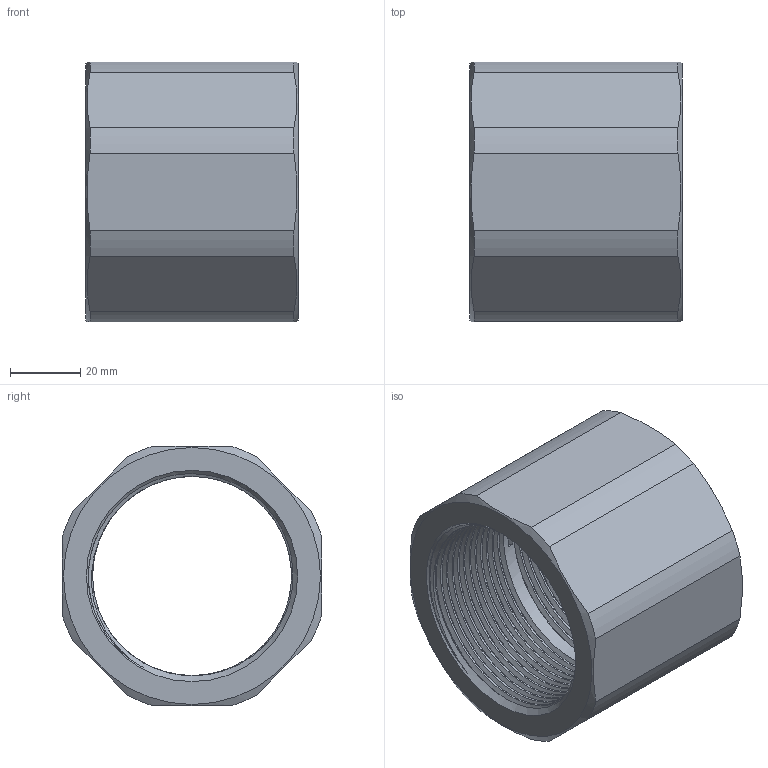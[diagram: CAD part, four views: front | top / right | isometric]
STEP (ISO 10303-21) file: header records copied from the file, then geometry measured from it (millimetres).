
FILE_DESCRIPTION(/* description */ ('Unknown'),/* implementation_level */ '2;1');
FILE_NAME(/* name */ 'R-406-DN50 R2',/* time_stamp */ '2020-11-10T08:43:07+08:00',/* author */ ('Unknown'),/* organization */ ('Unknown'),/* preprocessor_version */ 'ST-DEVELOPER v16.7',/* originating_system */ 'DEX',/* authorisation */ $);
FILE_SCHEMA (('AUTOMOTIVE_DESIGN {1 0 10303 214 3 1 1}'));
Length unit declared in the file: millimetre
Products named in the file (1): R-406-DN50 R2
Bounding box: 60.4 x 74 x 74 mm (x, y, z)
Volume: 113541.2 mm3; surface area: 34853.4 mm2
Topology: 1 solids, 1 shells, 53 faces, 201 edges, 150 vertices
Faces by surface type: cylinder 33, plane 12, bspline 4, cone 4
Full cylindrical faces by diameter (mm): 56.656 x21
Entity records: 10174 total; most frequent: CARTESIAN_POINT 9064, ORIENTED_EDGE 344, EDGE_CURVE 172, VERTEX_POINT 148, DIRECTION 128, AXIS2_PLACEMENT_3D 52, EDGE_LOOP 38, FACE_BOUND 38
